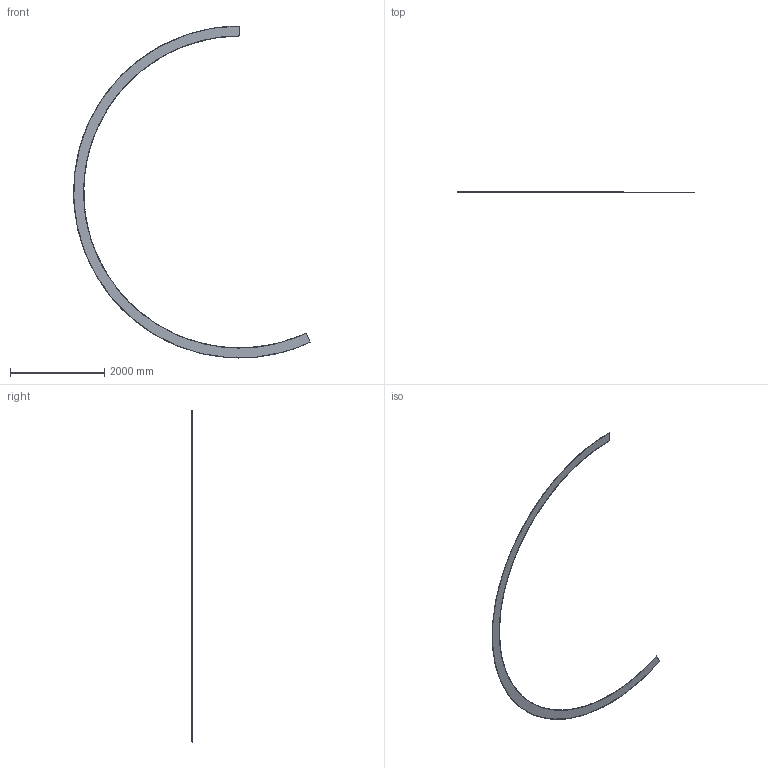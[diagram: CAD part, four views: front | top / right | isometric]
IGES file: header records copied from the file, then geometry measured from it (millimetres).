
Start section: SolidWorks IGES file using analytic representation for surfaces
Global section: file name: Part11.IGS; native system: SolidWorks 2011; preprocessor: SolidWorks 2011; author: w.wolf; date: 110921.113344; units: millimetre
Bounding box: 5031.21 x 4 x 7052.11 mm (x, y, z)
Surface area: 5268586.1 mm2 (no closed solid volume)
Topology: 0 solids, 0 shells, 6 faces, 148 edges, 148 vertices
Faces by surface type: bspline 6
